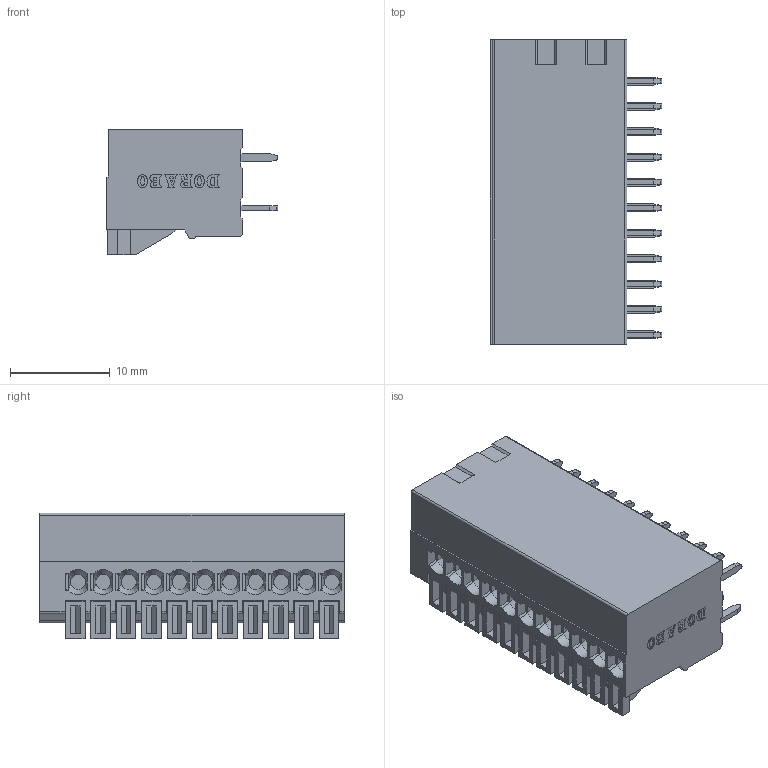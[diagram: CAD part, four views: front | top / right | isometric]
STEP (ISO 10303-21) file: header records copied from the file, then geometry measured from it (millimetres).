
FILE_DESCRIPTION((''),'2;1');
FILE_NAME('DB141V-254-1P','2023-07-11T',('86134'),(''),'PRO/ENGINEER BY PARAMETRIC TECHNOLOGY CORPORATION, 2010280','PRO/ENGINEER BY PARAMETRIC TECHNOLOGY CORPORATION, 2010280','');
FILE_SCHEMA(('CONFIG_CONTROL_DESIGN'));
Length unit declared in the file: millimetre
Products named in the file (1): DB141V-254-1P
Bounding box: 17.2 x 30.48 x 12.6 mm (x, y, z)
Volume: 4143.1 mm3; surface area: 3164.1 mm2
Topology: 1 solids, 61 shells, 1610 faces, 4202 edges, 2772 vertices
Faces by surface type: plane 1227, cylinder 266, extrusion 88, cone 25, bspline 4
Entity records: 51093 total; most frequent: CARTESIAN_POINT 11033, ORIENTED_EDGE 8404, DIRECTION 7772, EDGE_CURVE 4202, VECTOR 3472, LINE 3384, VERTEX_POINT 2772, AXIS2_PLACEMENT_3D 2150
